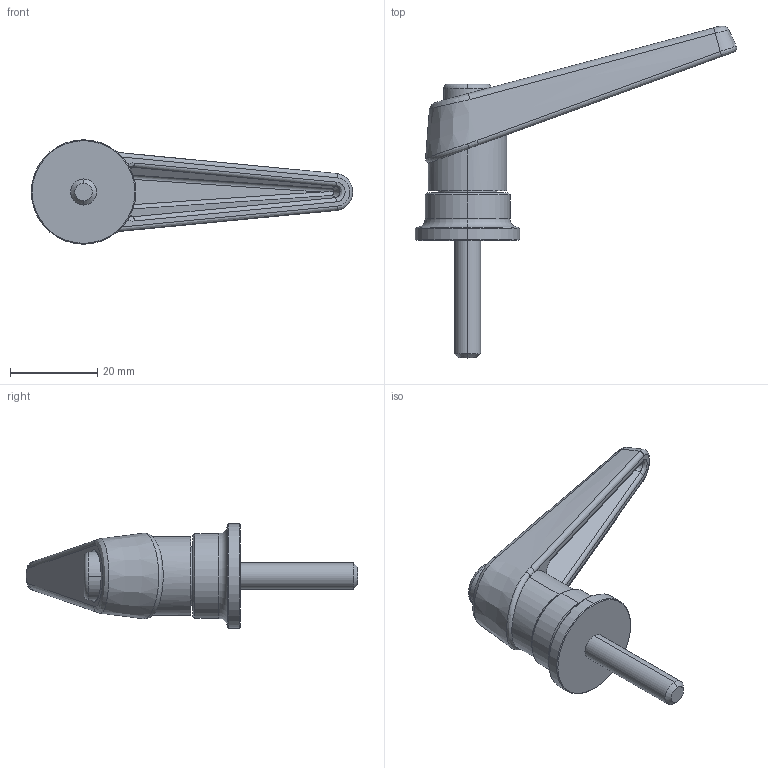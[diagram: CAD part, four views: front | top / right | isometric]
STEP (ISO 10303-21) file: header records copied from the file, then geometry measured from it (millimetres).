
FILE_DESCRIPTION(('STEP AP214'),'1');
FILE_NAME('HALDERN_EH_24420_1050.stp','2014-05-22T13:25:56',('TraceParts'),('TraceParts S.A.'),'XStep 1.0',' ',' ');
FILE_SCHEMA(('automotive_design'));
Length unit declared in the file: millimetre
Products named in the file (2): EH_24420_1050|EH_24420_1050-01:1;Fase1; EH_24420_1050|EH_24420_1050-02:1;Schnitt-Linear austragen2
Bounding box: 73.83 x 76.27 x 24 mm (x, y, z)
Volume: 14192.9 mm3; surface area: 7694.8 mm2
Topology: 2 solids, 2 shells, 82 faces, 198 edges, 119 vertices
Faces by surface type: bspline 27, plane 22, cylinder 21, cone 8, torus 4
Entity records: 8415 total; most frequent: CARTESIAN_POINT 4433, STYLED_ITEM 393, PRESENTATION_STYLE_ASSIGNMENT 393, COLOUR_RGB 393, ORIENTED_EDGE 380, DIRECTION 330, EDGE_CURVE 190, CURVE_STYLE 190
